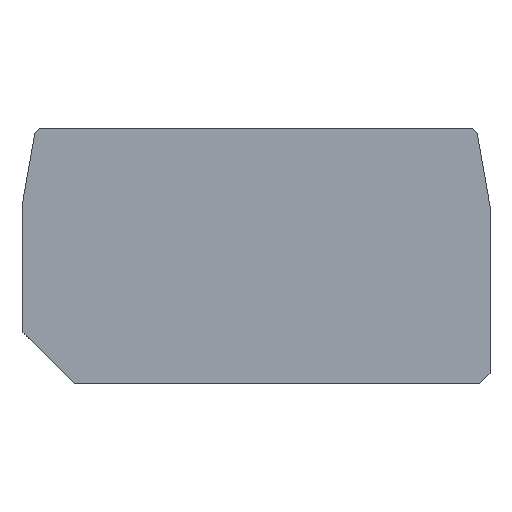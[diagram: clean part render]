
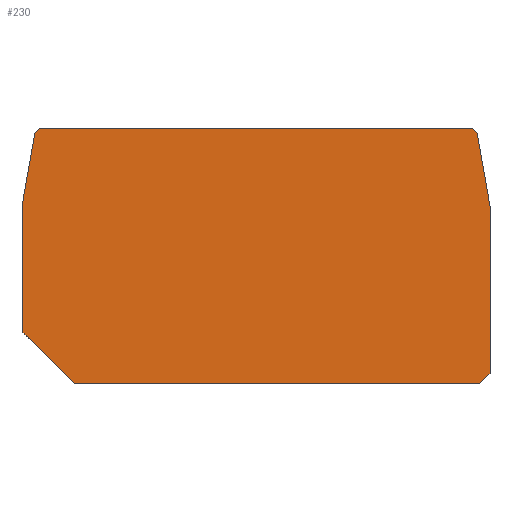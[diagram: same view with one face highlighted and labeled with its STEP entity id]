
A CAD part, top view. The second image highlights one B-rep face of the part: STEP entity #230.
In plain terms, the highlighted free-form (B-spline) face has degree [1, 1] with [2, 2] control points.
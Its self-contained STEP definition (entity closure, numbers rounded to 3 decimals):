
#27=CARTESIAN_POINT('',(260.945,145.588,2.2));
#28=VERTEX_POINT('',#27);
#34=CARTESIAN_POINT('',(260.945,129.491,2.2));
#35=VERTEX_POINT('',#34);
#36=CARTESIAN_POINT('',(260.945,145.588,2.2));
#37=CARTESIAN_POINT('',(260.945,129.491,2.2));
#38=B_SPLINE_CURVE_WITH_KNOTS('',1,(#36,#37),.POLYLINE_FORM.,.F.,.U.,(2,2),(0.,1.),.UNSPECIFIED.);
#39=EDGE_CURVE('',#28,#35,#38,.T.);
#61=CARTESIAN_POINT('',(220.945,128.491,2.2));
#62=VERTEX_POINT('',#61);
#77=CARTESIAN_POINT('',(259.945,128.491,2.2));
#78=VERTEX_POINT('',#77);
#84=CARTESIAN_POINT('',(259.945,128.491,2.2));
#85=CARTESIAN_POINT('',(220.945,128.491,2.2));
#86=B_SPLINE_CURVE_WITH_KNOTS('',1,(#84,#85),.POLYLINE_FORM.,.F.,.U.,(2,2),(0.,1.),.UNSPECIFIED.);
#87=EDGE_CURVE('',#78,#62,#86,.T.);
#104=CARTESIAN_POINT('',(260.945,129.491,2.2));
#105=CARTESIAN_POINT('',(260.945,128.491,2.2));
#106=CARTESIAN_POINT('',(259.945,128.491,2.2));
#107=(BOUNDED_CURVE()B_SPLINE_CURVE(2,(#104,#105,#106),.CIRCULAR_ARC.,.F.,.U.)B_SPLINE_CURVE_WITH_KNOTS((3,3),(0.,1.),.UNSPECIFIED.)CURVE()GEOMETRIC_REPRESENTATION_ITEM()RATIONAL_B_SPLINE_CURVE((1.,0.707,1.))REPRESENTATION_ITEM(''));
#108=EDGE_CURVE('',#35,#78,#107,.T.);
#127=CARTESIAN_POINT('',(259.692,152.678,2.2));
#128=VERTEX_POINT('',#127);
#134=CARTESIAN_POINT('',(259.692,152.678,2.2));
#135=CARTESIAN_POINT('',(260.945,145.588,2.2));
#136=B_SPLINE_CURVE_WITH_KNOTS('',1,(#134,#135),.POLYLINE_FORM.,.F.,.U.,(2,2),(0.,1.),.UNSPECIFIED.);
#137=EDGE_CURVE('',#128,#28,#136,.T.);
#153=CARTESIAN_POINT('',(259.199,153.091,2.2));
#154=VERTEX_POINT('',#153);
#169=CARTESIAN_POINT('',(217.69,153.091,2.2));
#170=VERTEX_POINT('',#169);
#176=CARTESIAN_POINT('',(217.69,153.091,2.2));
#177=CARTESIAN_POINT('',(259.199,153.091,2.2));
#178=B_SPLINE_CURVE_WITH_KNOTS('',1,(#176,#177),.POLYLINE_FORM.,.F.,.U.,(2,2),(0.,1.),.UNSPECIFIED.);
#179=EDGE_CURVE('',#170,#154,#178,.T.);
#184=CARTESIAN_POINT('',(439.82,-44.17,2.2));
#185=CARTESIAN_POINT('',(45.066,-44.17,2.2));
#186=CARTESIAN_POINT('',(439.82,372.228,2.2));
#187=CARTESIAN_POINT('',(45.066,372.228,2.2));
#188=B_SPLINE_SURFACE_WITH_KNOTS('',1,1,((#184,#185),(#186,#187)),.PLANE_SURF.,.F.,.F.,.U.,(2,2),(2,2),(0.,1.),(0.,1.),.UNSPECIFIED.);
#189=CARTESIAN_POINT('',(217.198,152.678,2.2));
#190=VERTEX_POINT('',#189);
#191=CARTESIAN_POINT('',(217.69,153.091,2.2));
#192=CARTESIAN_POINT('',(217.271,153.091,2.2));
#193=CARTESIAN_POINT('',(217.198,152.678,2.2));
#194=(BOUNDED_CURVE()B_SPLINE_CURVE(2,(#191,#192,#193),.CIRCULAR_ARC.,.F.,.U.)B_SPLINE_CURVE_WITH_KNOTS((3,3),(0.,1.),.UNSPECIFIED.)CURVE()GEOMETRIC_REPRESENTATION_ITEM()RATIONAL_B_SPLINE_CURVE((1.,0.766,1.))REPRESENTATION_ITEM(''));
#195=EDGE_CURVE('',#170,#190,#194,.T.);
#196=ORIENTED_EDGE('',*,*,#195,.T.);
#197=CARTESIAN_POINT('',(215.945,145.588,2.2));
#198=VERTEX_POINT('',#197);
#199=CARTESIAN_POINT('',(217.198,152.678,2.2));
#200=CARTESIAN_POINT('',(215.945,145.588,2.2));
#201=B_SPLINE_CURVE_WITH_KNOTS('',1,(#199,#200),.POLYLINE_FORM.,.F.,.U.,(2,2),(0.,1.),.UNSPECIFIED.);
#202=EDGE_CURVE('',#190,#198,#201,.T.);
#203=ORIENTED_EDGE('',*,*,#202,.T.);
#204=CARTESIAN_POINT('',(215.945,133.491,2.2));
#205=VERTEX_POINT('',#204);
#206=CARTESIAN_POINT('',(215.945,145.588,2.2));
#207=CARTESIAN_POINT('',(215.945,133.491,2.2));
#208=B_SPLINE_CURVE_WITH_KNOTS('',1,(#206,#207),.POLYLINE_FORM.,.F.,.U.,(2,2),(0.,1.),.UNSPECIFIED.);
#209=EDGE_CURVE('',#198,#205,#208,.T.);
#210=ORIENTED_EDGE('',*,*,#209,.T.);
#211=CARTESIAN_POINT('',(215.945,133.491,2.2));
#212=CARTESIAN_POINT('',(215.945,128.491,2.2));
#213=CARTESIAN_POINT('',(220.945,128.491,2.2));
#214=(BOUNDED_CURVE()B_SPLINE_CURVE(2,(#211,#212,#213),.CIRCULAR_ARC.,.F.,.U.)B_SPLINE_CURVE_WITH_KNOTS((3,3),(0.,1.),.UNSPECIFIED.)CURVE()GEOMETRIC_REPRESENTATION_ITEM()RATIONAL_B_SPLINE_CURVE((1.,0.707,1.))REPRESENTATION_ITEM(''));
#215=EDGE_CURVE('',#205,#62,#214,.T.);
#216=ORIENTED_EDGE('',*,*,#215,.T.);
#217=ORIENTED_EDGE('',*,*,#87,.F.);
#218=ORIENTED_EDGE('',*,*,#108,.F.);
#219=ORIENTED_EDGE('',*,*,#39,.F.);
#220=ORIENTED_EDGE('',*,*,#137,.F.);
#221=CARTESIAN_POINT('',(259.692,152.678,2.2));
#222=CARTESIAN_POINT('',(259.619,153.091,2.2));
#223=CARTESIAN_POINT('',(259.199,153.091,2.2));
#224=(BOUNDED_CURVE()B_SPLINE_CURVE(2,(#221,#222,#223),.CIRCULAR_ARC.,.F.,.U.)B_SPLINE_CURVE_WITH_KNOTS((3,3),(0.,1.),.UNSPECIFIED.)CURVE()GEOMETRIC_REPRESENTATION_ITEM()RATIONAL_B_SPLINE_CURVE((1.,0.766,1.))REPRESENTATION_ITEM(''));
#225=EDGE_CURVE('',#128,#154,#224,.T.);
#226=ORIENTED_EDGE('',*,*,#225,.T.);
#227=ORIENTED_EDGE('',*,*,#179,.F.);
#228=EDGE_LOOP('',(#196,#203,#210,#216,#217,#218,#219,#220,#226,#227));
#229=FACE_OUTER_BOUND('',#228,.T.);
#230=ADVANCED_FACE('',(#229),#188,.T.);
